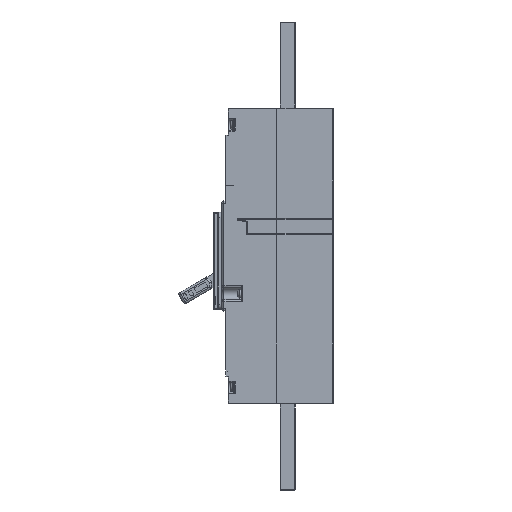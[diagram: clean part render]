
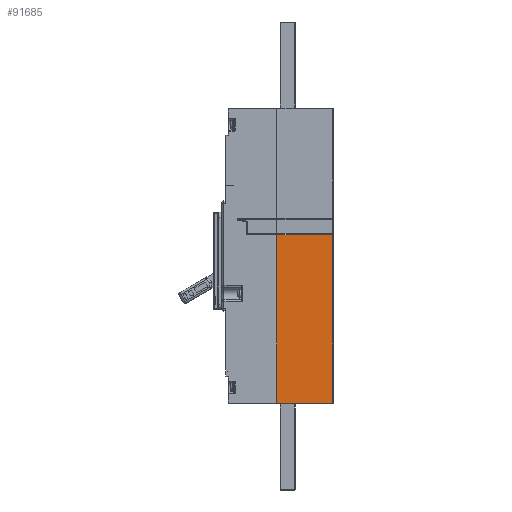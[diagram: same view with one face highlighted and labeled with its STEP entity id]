
A CAD part, left-side view. The second image highlights one B-rep face of the part: STEP entity #91685.
In plain terms, the highlighted planar face has unit normal (-1, 0, 0).
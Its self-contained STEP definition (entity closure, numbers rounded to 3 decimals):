
#6190=ORIENTED_EDGE('',*,*,#24752,.T.);
#6191=ORIENTED_EDGE('',*,*,#24998,.T.);
#6192=ORIENTED_EDGE('',*,*,#24999,.T.);
#6193=ORIENTED_EDGE('',*,*,#25000,.T.);
#24752=EDGE_CURVE('',#34117,#34116,#39969,.T.);
#24998=EDGE_CURVE('',#34116,#34359,#40156,.T.);
#24999=EDGE_CURVE('',#34359,#34360,#40157,.T.);
#25000=EDGE_CURVE('',#34360,#34117,#40158,.T.);
#34116=VERTEX_POINT('',#126002);
#34117=VERTEX_POINT('',#126004);
#34359=VERTEX_POINT('',#126497);
#34360=VERTEX_POINT('',#126499);
#39969=LINE('',#126003,#46856);
#40156=LINE('',#126496,#47043);
#40157=LINE('',#126498,#47044);
#40158=LINE('',#126500,#47045);
#46856=VECTOR('',#102795,1000.);
#47043=VECTOR('',#103110,1000.);
#47044=VECTOR('',#103111,1000.);
#47045=VECTOR('',#103112,1000.);
#52615=EDGE_LOOP('',(#6190,#6191,#6192,#6193));
#57225=FACE_BOUND('',#52615,.T.);
#61630=PLANE('',#95834);
#91685=ADVANCED_FACE('',(#57225),#61630,.F.);
#95834=AXIS2_PLACEMENT_3D('',#126495,#103108,#103109);
#102795=DIRECTION('',(0.,0.,-1.));
#103108=DIRECTION('',(1.,0.,0.));
#103109=DIRECTION('',(0.,0.,-1.));
#103110=DIRECTION('',(0.,-1.,0.));
#103111=DIRECTION('',(0.,0.,1.));
#103112=DIRECTION('',(0.,1.,0.));
#126002=CARTESIAN_POINT('',(-105.,52.,-136.1));
#126003=CARTESIAN_POINT('',(-105.,52.,-136.5));
#126004=CARTESIAN_POINT('',(-105.,52.,19.6));
#126495=CARTESIAN_POINT('',(-105.,103.,-136.5));
#126496=CARTESIAN_POINT('',(-105.,103.,-136.1));
#126497=CARTESIAN_POINT('',(-105.,0.4,-136.1));
#126498=CARTESIAN_POINT('',(-105.,0.4,-136.5));
#126499=CARTESIAN_POINT('',(-105.,0.4,19.6));
#126500=CARTESIAN_POINT('',(-105.,52.,19.6));
